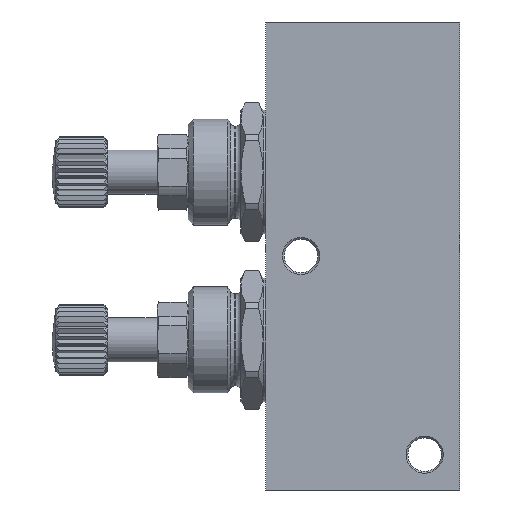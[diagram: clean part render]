
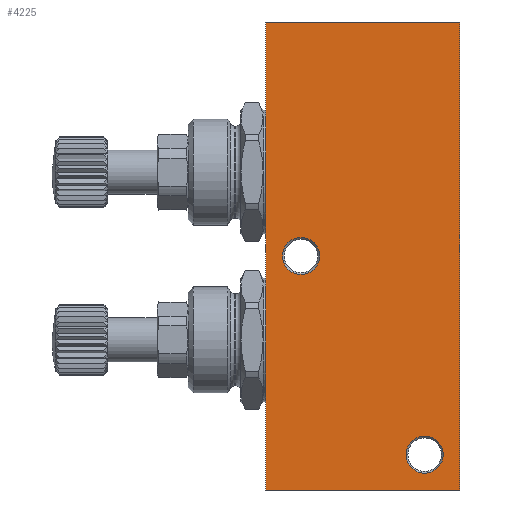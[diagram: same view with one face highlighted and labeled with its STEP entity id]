
A CAD part, left-side view. The second image highlights one B-rep face of the part: STEP entity #4225.
In plain terms, the highlighted planar face has unit normal (-1, 0, 0).
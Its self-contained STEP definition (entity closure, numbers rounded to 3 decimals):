
#33=PLANE('',#4592);
#228=LINE('',#6475,#408);
#232=LINE('',#6486,#412);
#235=LINE('',#6492,#415);
#238=LINE('',#6500,#418);
#408=VECTOR('',#5175,1000.);
#412=VECTOR('',#5183,1000.);
#415=VECTOR('',#5188,1000.);
#418=VECTOR('',#5195,1000.);
#1188=ORIENTED_EDGE('',*,*,#2448,.T.);
#1189=ORIENTED_EDGE('',*,*,#2449,.T.);
#1190=ORIENTED_EDGE('',*,*,#2432,.F.);
#1191=ORIENTED_EDGE('',*,*,#2444,.F.);
#1192=ORIENTED_EDGE('',*,*,#2440,.F.);
#1193=ORIENTED_EDGE('',*,*,#2437,.F.);
#2432=EDGE_CURVE('',#3014,#3015,#228,.T.);
#2437=EDGE_CURVE('',#3015,#3019,#232,.T.);
#2440=EDGE_CURVE('',#3019,#3021,#235,.T.);
#2444=EDGE_CURVE('',#3021,#3014,#238,.T.);
#2448=EDGE_CURVE('',#3026,#3026,#3406,.T.);
#2449=EDGE_CURVE('',#3027,#3027,#3407,.T.);
#3014=VERTEX_POINT('',#6476);
#3015=VERTEX_POINT('',#6477);
#3019=VERTEX_POINT('',#6487);
#3021=VERTEX_POINT('',#6493);
#3026=VERTEX_POINT('',#6509);
#3027=VERTEX_POINT('',#6511);
#3406=CIRCLE('',#4593,2.1);
#3407=CIRCLE('',#4594,2.1);
#3529=EDGE_LOOP('',(#1188));
#3530=EDGE_LOOP('',(#1189));
#3531=EDGE_LOOP('',(#1190,#1191,#1192,#1193));
#3847=FACE_BOUND('',#3529,.T.);
#3848=FACE_BOUND('',#3530,.T.);
#3849=FACE_BOUND('',#3531,.T.);
#4225=ADVANCED_FACE('',(#3847,#3848,#3849),#33,.F.);
#4592=AXIS2_PLACEMENT_3D('',#6507,#5203,#5204);
#4593=AXIS2_PLACEMENT_3D('',#6508,#5205,#5206);
#4594=AXIS2_PLACEMENT_3D('',#6510,#5207,#5208);
#5175=DIRECTION('',(0.,0.,1.));
#5183=DIRECTION('',(0.,-1.,0.));
#5188=DIRECTION('',(0.,0.,-1.));
#5195=DIRECTION('',(0.,1.,0.));
#5203=DIRECTION('',(1.,0.,0.));
#5204=DIRECTION('',(0.,0.,-1.));
#5205=DIRECTION('',(1.,0.,0.));
#5206=DIRECTION('',(0.,0.,-1.));
#5207=DIRECTION('',(1.,0.,0.));
#5208=DIRECTION('',(0.,0.,-1.));
#6475=CARTESIAN_POINT('',(-8.,22.,-26.5));
#6476=CARTESIAN_POINT('',(-8.,22.,-26.5));
#6477=CARTESIAN_POINT('',(-8.,22.,26.5));
#6486=CARTESIAN_POINT('',(-8.,22.,26.5));
#6487=CARTESIAN_POINT('',(-8.,0.,26.5));
#6492=CARTESIAN_POINT('',(-8.,0.,26.5));
#6493=CARTESIAN_POINT('',(-8.,0.,-26.5));
#6500=CARTESIAN_POINT('',(-8.,0.,-26.5));
#6507=CARTESIAN_POINT('',(-8.,0.,0.));
#6508=CARTESIAN_POINT('',(-8.,4.,-22.5));
#6509=CARTESIAN_POINT('',(-8.,4.,-24.6));
#6510=CARTESIAN_POINT('',(-8.,18.,0.));
#6511=CARTESIAN_POINT('',(-8.,18.,-2.1));
